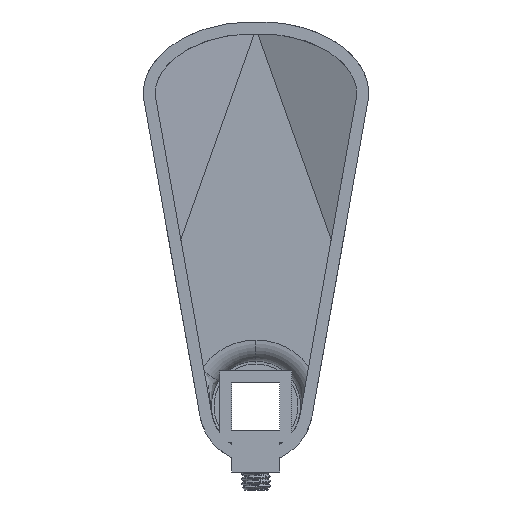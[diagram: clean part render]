
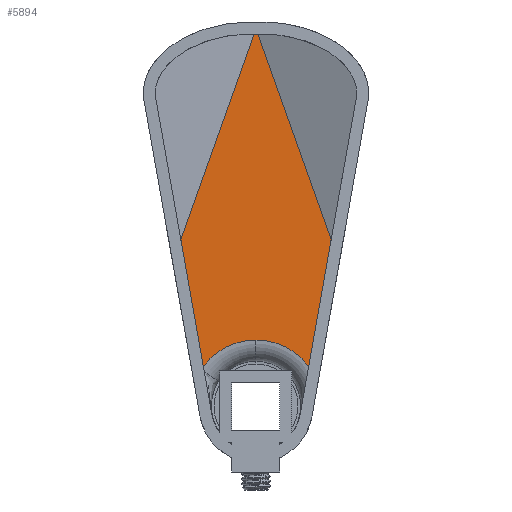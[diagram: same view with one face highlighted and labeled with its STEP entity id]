
A CAD part, front view. The second image highlights one B-rep face of the part: STEP entity #5894.
In plain terms, the highlighted planar face has unit normal (0, -1, 0).
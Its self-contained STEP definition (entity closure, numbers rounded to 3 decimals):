
#238 = PLANE ( 'NONE',  #6148 ) ;
#446 = CARTESIAN_POINT ( 'NONE',  ( -8.79, 6., 6.613 ) ) ;
#518 = DIRECTION ( 'NONE',  ( 0.175, 0., -0.985 ) ) ;
#763 = VERTEX_POINT ( 'NONE', #12599 ) ;
#840 = DIRECTION ( 'NONE',  ( -1., 0., 0. ) ) ;
#1154 = VERTEX_POINT ( 'NONE', #15274 ) ;
#1216 = DIRECTION ( 'NONE',  ( 0., -1., 0. ) ) ;
#1739 = EDGE_CURVE ( 'NONE', #22620, #12654, #19112, .T. ) ;
#2026 = CARTESIAN_POINT ( 'NONE',  ( 0., 6., 11. ) ) ;
#2662 = ORIENTED_EDGE ( 'NONE', *, *, #11348, .F. ) ;
#3237 = DIRECTION ( 'NONE',  ( -0.335, 0., 0.942 ) ) ;
#3390 = ORIENTED_EDGE ( 'NONE', *, *, #20066, .F. ) ;
#3996 = DIRECTION ( 'NONE',  ( 0., 0., 1. ) ) ;
#4091 = VECTOR ( 'NONE', #12296, 1000. ) ;
#4323 = VECTOR ( 'NONE', #6384, 1000. ) ;
#4346 = CARTESIAN_POINT ( 'NONE',  ( -7.385, 6., -1.31 ) ) ;
#4579 = CARTESIAN_POINT ( 'NONE',  ( 0.323, 6., 62. ) ) ;
#4736 = CARTESIAN_POINT ( 'NONE',  ( -12.529, 6., 27.695 ) ) ;
#5314 = CARTESIAN_POINT ( 'NONE',  ( 8.79, 6., 6.613 ) ) ;
#5830 = LINE ( 'NONE', #12096, #8866 ) ;
#5894 = ADVANCED_FACE ( 'NONE', ( #22863 ), #238, .F. ) ;
#5898 = CIRCLE ( 'NONE', #22324, 11. ) ;
#6148 = AXIS2_PLACEMENT_3D ( 'NONE', #19633, #16230, #3996 ) ;
#6246 = LINE ( 'NONE', #8260, #4323 ) ;
#6384 = DIRECTION ( 'NONE',  ( 0.175, 0., 0.985 ) ) ;
#6736 = VERTEX_POINT ( 'NONE', #4579 ) ;
#6809 = DIRECTION ( 'NONE',  ( 0., 0., 1. ) ) ;
#7626 = EDGE_CURVE ( 'NONE', #22620, #763, #6246, .T. ) ;
#8003 = ORIENTED_EDGE ( 'NONE', *, *, #21939, .T. ) ;
#8260 = CARTESIAN_POINT ( 'NONE',  ( 7.385, 6., -1.31 ) ) ;
#8866 = VECTOR ( 'NONE', #3237, 1000. ) ;
#9118 = ORIENTED_EDGE ( 'NONE', *, *, #22245, .T. ) ;
#9374 = LINE ( 'NONE', #17558, #4091 ) ;
#10438 = EDGE_CURVE ( 'NONE', #13644, #13500, #15700, .T. ) ;
#11348 = EDGE_CURVE ( 'NONE', #13644, #1154, #9374, .T. ) ;
#11590 = VECTOR ( 'NONE', #518, 1000. ) ;
#12096 = CARTESIAN_POINT ( 'NONE',  ( 19.868, 6., 7.07 ) ) ;
#12296 = DIRECTION ( 'NONE',  ( 0.335, 0., 0.942 ) ) ;
#12328 = CARTESIAN_POINT ( 'NONE',  ( 0., 6., 0. ) ) ;
#12599 = CARTESIAN_POINT ( 'NONE',  ( 12.529, 6., 27.695 ) ) ;
#12654 = VERTEX_POINT ( 'NONE', #2026 ) ;
#13270 = ORIENTED_EDGE ( 'NONE', *, *, #7626, .T. ) ;
#13500 = VERTEX_POINT ( 'NONE', #446 ) ;
#13644 = VERTEX_POINT ( 'NONE', #4736 ) ;
#15274 = CARTESIAN_POINT ( 'NONE',  ( -0.323, 6., 62. ) ) ;
#15700 = LINE ( 'NONE', #4346, #11590 ) ;
#16073 = AXIS2_PLACEMENT_3D ( 'NONE', #12328, #17448, #6809 ) ;
#16181 = ORIENTED_EDGE ( 'NONE', *, *, #10438, .T. ) ;
#16230 = DIRECTION ( 'NONE',  ( 0., 1., 0. ) ) ;
#16391 = VECTOR ( 'NONE', #840, 1000. ) ;
#17448 = DIRECTION ( 'NONE',  ( 0., -1., 0. ) ) ;
#17502 = DIRECTION ( 'NONE',  ( 0., 0., 1. ) ) ;
#17558 = CARTESIAN_POINT ( 'NONE',  ( -19.868, 6., 7.07 ) ) ;
#19112 = CIRCLE ( 'NONE', #16073, 11. ) ;
#19633 = CARTESIAN_POINT ( 'NONE',  ( 0., 6., 0. ) ) ;
#20066 = EDGE_CURVE ( 'NONE', #12654, #13500, #5898, .T. ) ;
#20735 = CARTESIAN_POINT ( 'NONE',  ( 0., 6., 0. ) ) ;
#20927 = ORIENTED_EDGE ( 'NONE', *, *, #1739, .F. ) ;
#21310 = LINE ( 'NONE', #22349, #16391 ) ;
#21939 = EDGE_CURVE ( 'NONE', #6736, #1154, #21310, .T. ) ;
#22049 = EDGE_LOOP ( 'NONE', ( #20927, #13270, #9118, #8003, #2662, #16181, #3390 ) ) ;
#22245 = EDGE_CURVE ( 'NONE', #763, #6736, #5830, .T. ) ;
#22324 = AXIS2_PLACEMENT_3D ( 'NONE', #20735, #1216, #17502 ) ;
#22349 = CARTESIAN_POINT ( 'NONE',  ( 0., 6., 62. ) ) ;
#22620 = VERTEX_POINT ( 'NONE', #5314 ) ;
#22863 = FACE_OUTER_BOUND ( 'NONE', #22049, .T. ) ;
